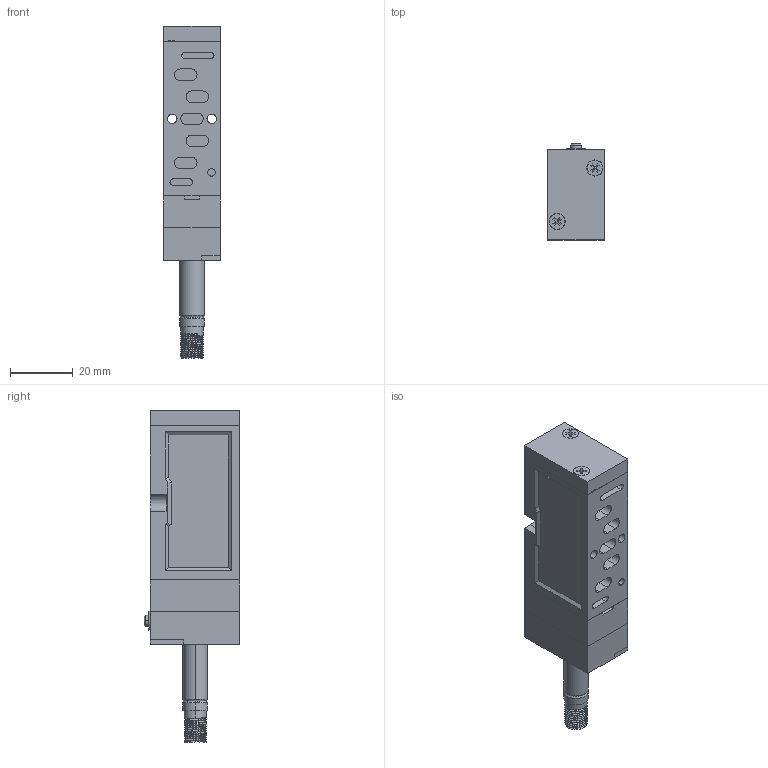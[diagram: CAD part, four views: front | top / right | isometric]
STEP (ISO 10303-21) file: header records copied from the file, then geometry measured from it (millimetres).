
FILE_DESCRIPTION (( 'STEP AP203' ), '1' );
FILE_NAME ('SIE211-IP.STEP', '2016-01-05T01:38:29', ( 'yrd8' ), ( '' ), 'SwSTEP 2.0', 'SolidWorks 2008', '' );
FILE_SCHEMA (( 'CONFIG_CONTROL_DESIGN' ));
Length unit declared in the file: millimetre
Products named in the file (5): SIE211-IP; SIE200 Body; SIE200 Pilot_ル遽; SIE200 Semi_ル遽; SIE200 Body Cover_ル遽
Assembly tree (4 placements, depth 2):
  SIE211-IP
    SIE200 Body Cover_ル遽
    SIE200 Body
    SIE200 Pilot_ル遽
    SIE200 Semi_ル遽
Bounding box: 18 x 30.5 x 105.5 mm (x, y, z)
Volume: 35496.9 mm3; surface area: 15609.6 mm2
Topology: 6 solids, 6 shells, 293 faces, 736 edges, 488 vertices
Faces by surface type: plane 206, cylinder 79, cone 6, bspline 2
Entity records: 10185 total; most frequent: CARTESIAN_POINT 2645, ORIENTED_EDGE 1472, DIRECTION 1405, EDGE_CURVE 736, LINE 567, VECTOR 567, VERTEX_POINT 488, AXIS2_PLACEMENT_3D 419
